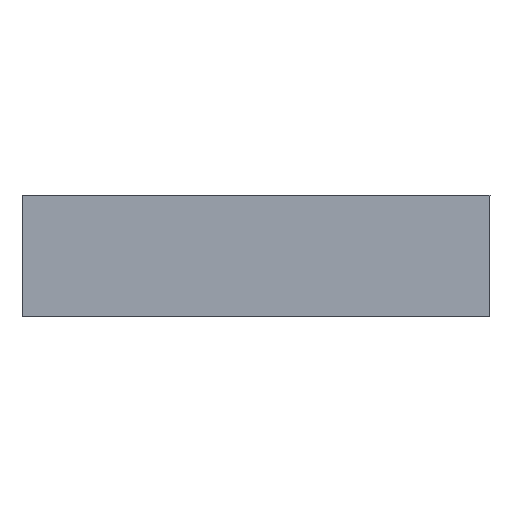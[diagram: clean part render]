
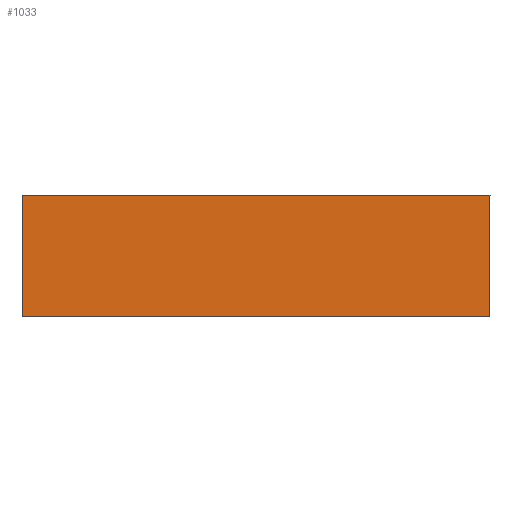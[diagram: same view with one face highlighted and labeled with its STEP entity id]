
A CAD part, front view. The second image highlights one B-rep face of the part: STEP entity #1033.
In plain terms, the highlighted planar face has unit normal (0, -1, 0).
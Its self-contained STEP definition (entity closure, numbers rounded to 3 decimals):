
#80=FACE_OUTER_BOUND('',#134,.T.);
#134=EDGE_LOOP('',(#688,#689,#690,#691,#692,#693,#694,#695));
#215=LINE('',#1527,#327);
#216=LINE('',#1529,#328);
#217=LINE('',#1531,#329);
#218=LINE('',#1533,#330);
#219=LINE('',#1535,#331);
#220=LINE('',#1537,#332);
#221=LINE('',#1539,#333);
#222=LINE('',#1540,#334);
#327=VECTOR('',#1231,10.);
#328=VECTOR('',#1232,10.);
#329=VECTOR('',#1233,10.);
#330=VECTOR('',#1234,10.);
#331=VECTOR('',#1235,10.);
#332=VECTOR('',#1236,10.);
#333=VECTOR('',#1237,10.);
#334=VECTOR('',#1238,10.);
#446=VERTEX_POINT('',#1525);
#447=VERTEX_POINT('',#1526);
#448=VERTEX_POINT('',#1528);
#449=VERTEX_POINT('',#1530);
#450=VERTEX_POINT('',#1532);
#451=VERTEX_POINT('',#1534);
#452=VERTEX_POINT('',#1536);
#453=VERTEX_POINT('',#1538);
#543=EDGE_CURVE('',#446,#447,#215,.T.);
#544=EDGE_CURVE('',#446,#448,#216,.T.);
#545=EDGE_CURVE('',#449,#448,#217,.T.);
#546=EDGE_CURVE('',#450,#449,#218,.T.);
#547=EDGE_CURVE('',#451,#450,#219,.T.);
#548=EDGE_CURVE('',#452,#451,#220,.T.);
#549=EDGE_CURVE('',#453,#452,#221,.T.);
#550=EDGE_CURVE('',#447,#453,#222,.T.);
#688=ORIENTED_EDGE('',*,*,#543,.F.);
#689=ORIENTED_EDGE('',*,*,#544,.T.);
#690=ORIENTED_EDGE('',*,*,#545,.F.);
#691=ORIENTED_EDGE('',*,*,#546,.F.);
#692=ORIENTED_EDGE('',*,*,#547,.F.);
#693=ORIENTED_EDGE('',*,*,#548,.F.);
#694=ORIENTED_EDGE('',*,*,#549,.F.);
#695=ORIENTED_EDGE('',*,*,#550,.F.);
#948=PLANE('',#1114);
#1033=ADVANCED_FACE('',(#80),#948,.F.);
#1114=AXIS2_PLACEMENT_3D('',#1524,#1229,#1230);
#1229=DIRECTION('center_axis',(0.,1.,0.));
#1230=DIRECTION('ref_axis',(0.,0.,1.));
#1231=DIRECTION('',(0.,0.,1.));
#1232=DIRECTION('',(0.,0.,-1.));
#1233=DIRECTION('',(0.,0.,1.));
#1234=DIRECTION('',(-1.,0.,0.));
#1235=DIRECTION('',(0.,0.,-1.));
#1236=DIRECTION('',(0.,0.,-1.));
#1237=DIRECTION('',(0.,0.,-1.));
#1238=DIRECTION('',(1.,0.,0.));
#1524=CARTESIAN_POINT('Origin',(0.,0.,
-37.25));
#1525=CARTESIAN_POINT('',(-90.,0.,21.369));
#1526=CARTESIAN_POINT('',(-90.,0.,23.369));
#1527=CARTESIAN_POINT('',(-90.,0.,-29.31));
#1528=CARTESIAN_POINT('',(-90.,0.,-21.369));
#1529=CARTESIAN_POINT('',(-90.,0.,22.));
#1530=CARTESIAN_POINT('',(-90.,0.,-23.369));
#1531=CARTESIAN_POINT('',(-90.,0.,-29.31));
#1532=CARTESIAN_POINT('',(90.,0.,-23.369));
#1533=CARTESIAN_POINT('',(0.,0.,-23.369));
#1534=CARTESIAN_POINT('',(90.,0.,-21.369));
#1535=CARTESIAN_POINT('',(90.,0.,-31.185));
#1536=CARTESIAN_POINT('',(90.,0.,21.369));
#1537=CARTESIAN_POINT('',(90.,0.,22.));
#1538=CARTESIAN_POINT('',(90.,0.,23.369));
#1539=CARTESIAN_POINT('',(90.,0.,-31.185));
#1540=CARTESIAN_POINT('',(0.,0.,23.369));
